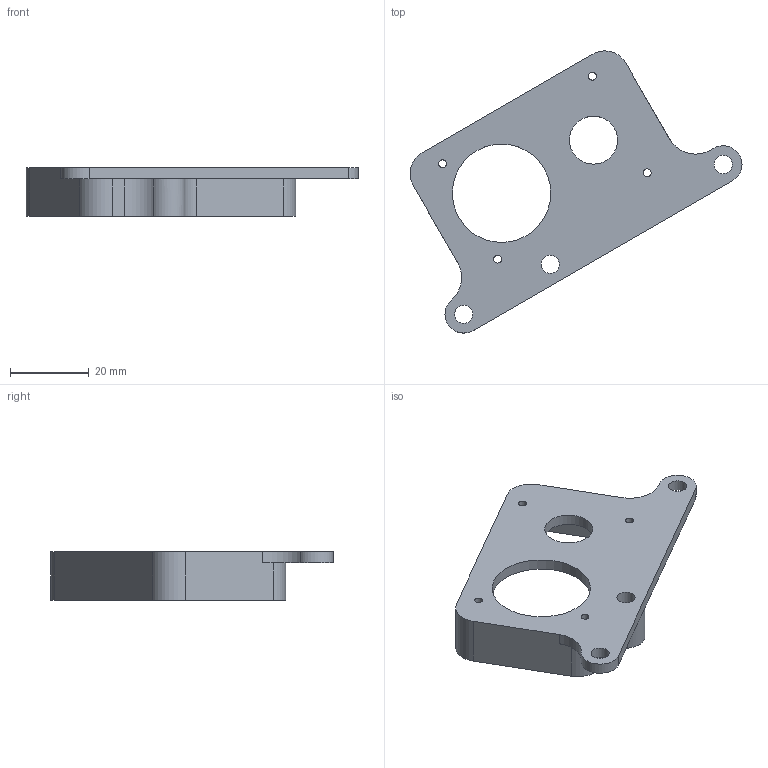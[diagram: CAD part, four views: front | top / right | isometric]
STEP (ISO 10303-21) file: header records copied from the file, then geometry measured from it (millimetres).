
FILE_DESCRIPTION(/* description */ (''),/* implementation_level */ '2;1');
FILE_NAME(/* name */ 'Motor Mount (3D print).step',/* time_stamp */ '2024-06-27T21:14:05-05:00',/* author */ (''),/* organization */ (''),/* preprocessor_version */ 'ST-DEVELOPER v20',/* originating_system */ 'Autodesk Translation Framework v13.14.0.145',/* authorisation */ '');
FILE_SCHEMA (('AUTOMOTIVE_DESIGN { 1 0 10303 214 3 1 1 }'));
Length unit declared in the file: inch
Products named in the file (1): FLYWHHHHHHHE
Bounding box: 84.4 x 71.74 x 12.4 mm (x, y, z)
Volume: 11279.9 mm3; surface area: 9697.5 mm2
Topology: 1 solids, 1 shells, 40 faces, 110 edges, 73 vertices
Faces by surface type: cylinder 24, plane 16
Full cylindrical faces by diameter (mm): 2 x4, 4.623 x3, 12.228 x1, 25.019 x1
Entity records: 1362 total; most frequent: DIRECTION 241, CARTESIAN_POINT 224, ORIENTED_EDGE 220, EDGE_CURVE 110, AXIS2_PLACEMENT_3D 90, VERTEX_POINT 73, LINE 61, VECTOR 61
